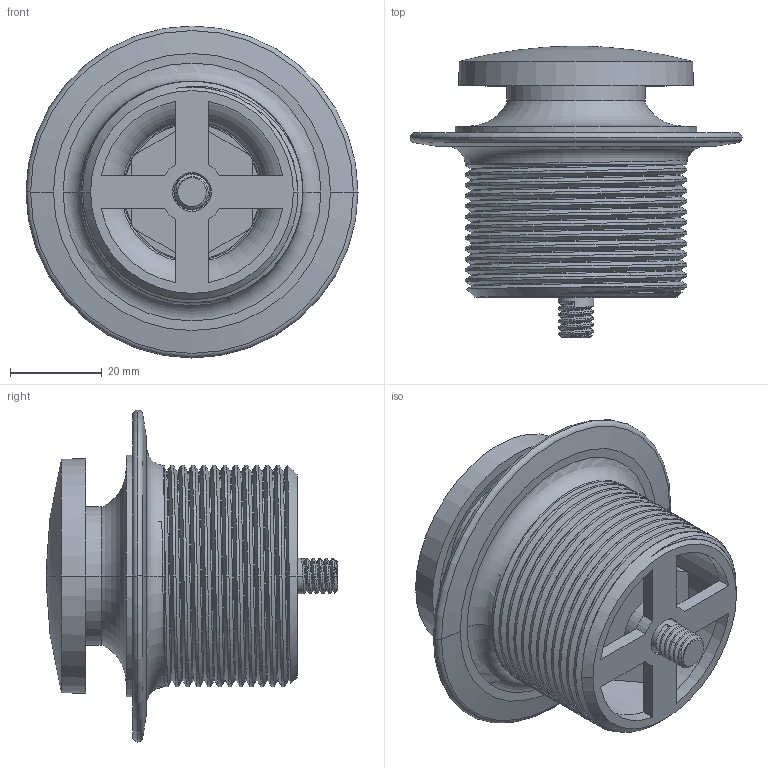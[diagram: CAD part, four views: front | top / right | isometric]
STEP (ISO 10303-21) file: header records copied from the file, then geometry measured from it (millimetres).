
FILE_DESCRIPTION((''),'2;1');
FILE_NAME('272_CLOSED_ASM','2021-10-25T12:57:00',('rsmith'),(''),'CREO PARAMETRIC BY PTC INC, 2018400','CREO PARAMETRIC BY PTC INC, 2018400','');
FILE_SCHEMA(('AUTOMOTIVE_DESIGN { 1 0 10303 214 1 1 1 1 }'));
Length unit declared in the file: inch
Products named in the file (5): 50272; 50274_CLOSED; 91172_CLOSED; 50273; 272_CLOSED_ASM
Assembly tree (4 placements, depth 2):
  272_CLOSED_ASM
    50272
    50274_CLOSED
    91172_CLOSED
    50273
Bounding box: 72.33 x 63.51 x 72.33 mm (x, y, z)
Volume: 61285.9 mm3; surface area: 38358.9 mm2
Topology: 4 solids, 4 shells, 294 faces, 783 edges, 507 vertices
Faces by surface type: cylinder 90, plane 68, extrusion 55, bspline 48, cone 18, torus 12, sphere 3
Entity records: 25433 total; most frequent: CARTESIAN_POINT 15928, ORIENTED_EDGE 1562, DIRECTION 1088, PRESENTATION_STYLE_ASSIGNMENT 785, STYLED_ITEM 785, CURVE_STYLE 781, EDGE_CURVE 781, VERTEX_POINT 507
